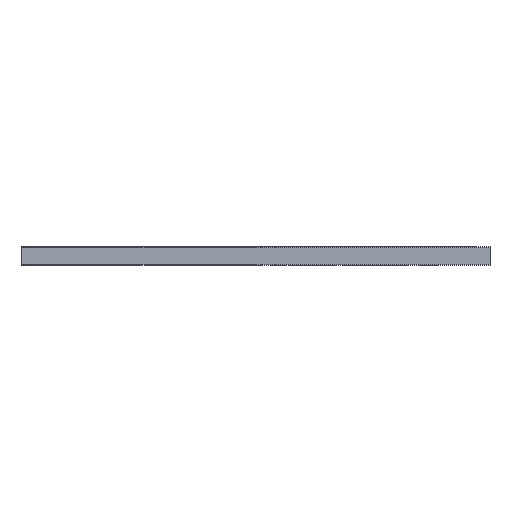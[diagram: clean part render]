
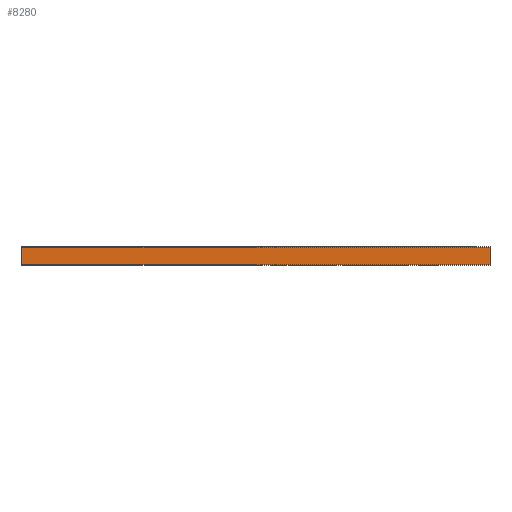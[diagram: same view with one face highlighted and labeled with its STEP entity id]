
A CAD part, front view. The second image highlights one B-rep face of the part: STEP entity #8280.
In plain terms, the highlighted planar face has unit normal (0, -1, 0).
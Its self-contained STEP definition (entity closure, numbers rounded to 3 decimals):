
#8280 = ADVANCED_FACE('',(#8281),#8315,.T.);
#8281 = FACE_BOUND('',#8282,.T.);
#8282 = EDGE_LOOP('',(#8283,#8293,#8301,#8309));
#8283 = ORIENTED_EDGE('',*,*,#8284,.T.);
#8284 = EDGE_CURVE('',#8285,#8287,#8289,.T.);
#8285 = VERTEX_POINT('',#8286);
#8286 = CARTESIAN_POINT('',(184.4,-142.85,0.));
#8287 = VERTEX_POINT('',#8288);
#8288 = CARTESIAN_POINT('',(184.4,-142.85,1.51));
#8289 = LINE('',#8290,#8291);
#8290 = CARTESIAN_POINT('',(184.4,-142.85,0.));
#8291 = VECTOR('',#8292,1.);
#8292 = DIRECTION('',(0.,0.,1.));
#8293 = ORIENTED_EDGE('',*,*,#8294,.T.);
#8294 = EDGE_CURVE('',#8287,#8295,#8297,.T.);
#8295 = VERTEX_POINT('',#8296);
#8296 = CARTESIAN_POINT('',(143.4,-142.85,1.51));
#8297 = LINE('',#8298,#8299);
#8298 = CARTESIAN_POINT('',(184.4,-142.85,1.51));
#8299 = VECTOR('',#8300,1.);
#8300 = DIRECTION('',(-1.,0.,0.));
#8301 = ORIENTED_EDGE('',*,*,#8302,.F.);
#8302 = EDGE_CURVE('',#8303,#8295,#8305,.T.);
#8303 = VERTEX_POINT('',#8304);
#8304 = CARTESIAN_POINT('',(143.4,-142.85,0.));
#8305 = LINE('',#8306,#8307);
#8306 = CARTESIAN_POINT('',(143.4,-142.85,0.));
#8307 = VECTOR('',#8308,1.);
#8308 = DIRECTION('',(0.,0.,1.));
#8309 = ORIENTED_EDGE('',*,*,#8310,.F.);
#8310 = EDGE_CURVE('',#8285,#8303,#8311,.T.);
#8311 = LINE('',#8312,#8313);
#8312 = CARTESIAN_POINT('',(184.4,-142.85,0.));
#8313 = VECTOR('',#8314,1.);
#8314 = DIRECTION('',(-1.,0.,0.));
#8315 = PLANE('',#8316);
#8316 = AXIS2_PLACEMENT_3D('',#8317,#8318,#8319);
#8317 = CARTESIAN_POINT('',(184.4,-142.85,0.));
#8318 = DIRECTION('',(0.,-1.,0.));
#8319 = DIRECTION('',(-1.,0.,0.));
